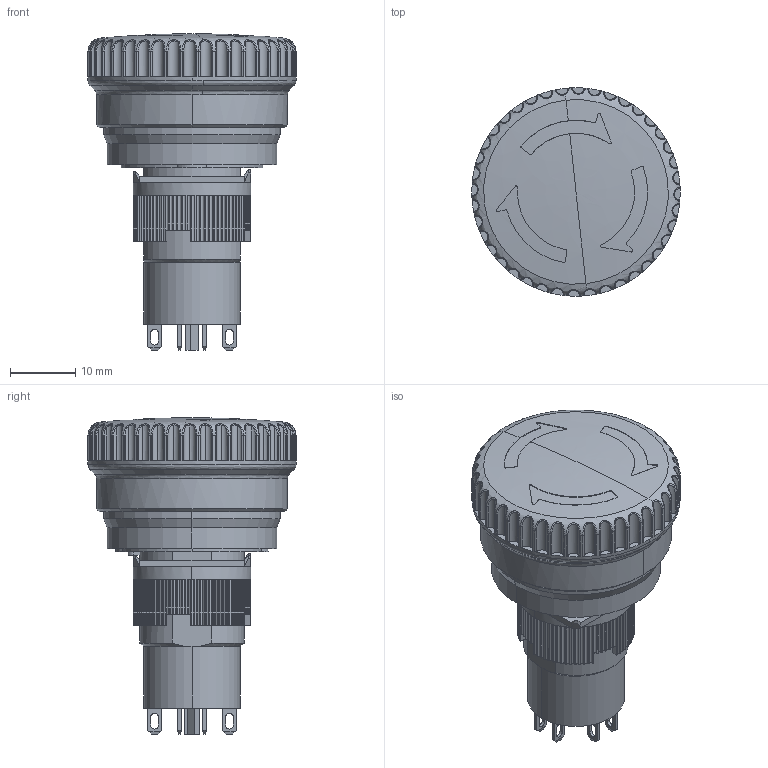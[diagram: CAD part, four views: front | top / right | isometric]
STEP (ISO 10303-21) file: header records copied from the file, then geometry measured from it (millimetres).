
FILE_DESCRIPTION (( 'STEP AP203' ), '1' );
FILE_NAME ('AR16V0R-11R.step', '2022-08-18T16:03:33', ( '' ), ( '' ), 'SwSTEP 2.0', 'SolidWorks 2021', '' );
FILE_SCHEMA (( 'CONFIG_CONTROL_DESIGN' ));
Length unit declared in the file: inch
Products named in the file (1): AR16V0R-11R
Bounding box: 32 x 32 x 48.6 mm (x, y, z)
Volume: 18405.9 mm3; surface area: 8741.5 mm2
Topology: 5 solids, 5 shells, 921 faces, 2580 edges, 1690 vertices
Faces by surface type: plane 488, cylinder 359, bspline 66, cone 8
Entity records: 37343 total; most frequent: CARTESIAN_POINT 13226, ORIENTED_EDGE 5156, DIRECTION 5050, EDGE_CURVE 2578, AXIS2_PLACEMENT_3D 1796, VERTEX_POINT 1690, VECTOR 1458, LINE 1458
